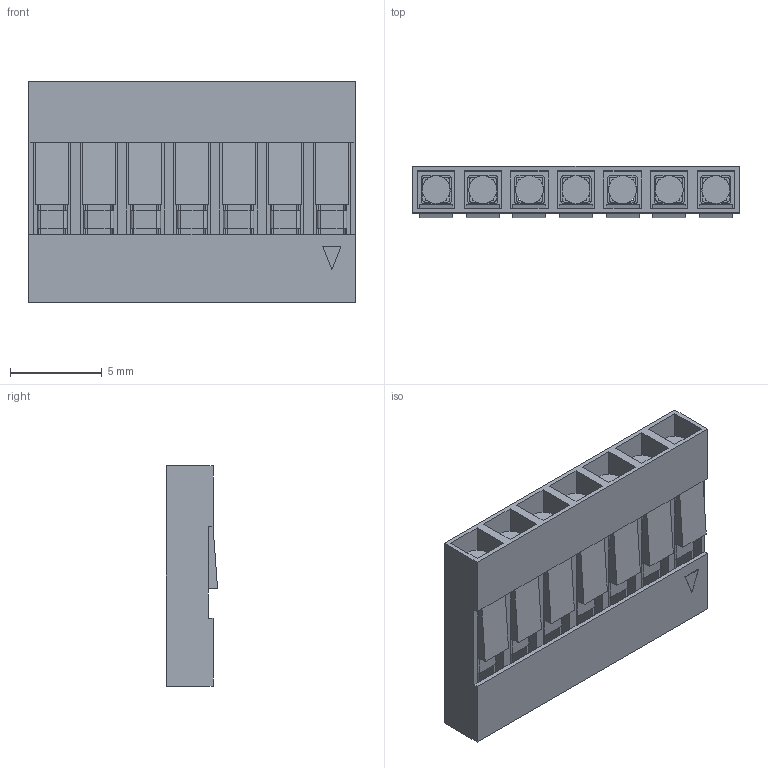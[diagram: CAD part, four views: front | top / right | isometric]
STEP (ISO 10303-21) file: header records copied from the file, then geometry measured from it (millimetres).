
FILE_DESCRIPTION (( 'STEP AP214' ), '1' );
FILE_NAME ('DS1071-1x7.STEP', '2019-05-31T22:32:28', ( 'VR' ), ( '' ), 'SwSTEP 2.0', 'SolidWorks 2016', '' );
FILE_SCHEMA (( 'AUTOMOTIVE_DESIGN' ));
Length unit declared in the file: millimetre
Products named in the file (1): DS1071-1x7
Bounding box: 17.78 x 2.79 x 12 mm (x, y, z)
Volume: 257.9 mm3; surface area: 1852.6 mm2
Topology: 8 solids, 8 shells, 476 faces, 1447 edges, 918 vertices
Faces by surface type: plane 350, cylinder 126
Entity records: 21550 total; most frequent: ORIENTED_EDGE 2894, CARTESIAN_POINT 2842, DIRECTION 2723, EDGE_CURVE 1447, LINE 1125, VECTOR 1125, VERTEX_POINT 918, AXIS2_PLACEMENT_3D 799
